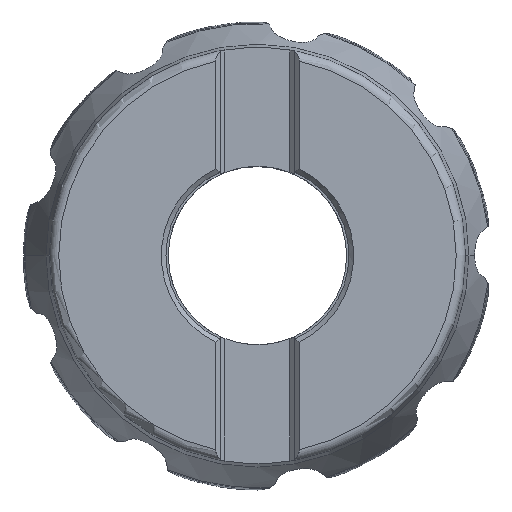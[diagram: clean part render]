
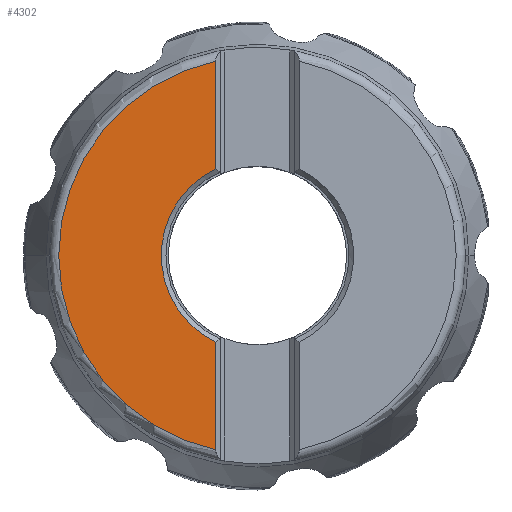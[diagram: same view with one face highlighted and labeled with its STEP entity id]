
A CAD part, top view. The second image highlights one B-rep face of the part: STEP entity #4302.
In plain terms, the highlighted planar face has unit normal (0, 0, 1).
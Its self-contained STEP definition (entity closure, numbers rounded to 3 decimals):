
#1659=FACE_OUTER_BOUND('',#5844,.T.);
#2555=LINE('',#70010,#3309);
#2556=LINE('',#70032,#3310);
#3309=VECTOR('',#26406,1.);
#3310=VECTOR('',#26419,1.);
#4302=ADVANCED_FACE('',(#1659),#5003,.T.);
#5003=PLANE('',#22684);
#5844=EDGE_LOOP('',(#12137,#12138,#12139,#12140));
#12137=ORIENTED_EDGE('',*,*,#19190,.F.);
#12138=ORIENTED_EDGE('',*,*,#19198,.T.);
#12139=ORIENTED_EDGE('',*,*,#19194,.F.);
#12140=ORIENTED_EDGE('',*,*,#19192,.F.);
#16308=VERTEX_POINT('',#69993);
#16309=VERTEX_POINT('',#69995);
#16310=VERTEX_POINT('',#70011);
#16311=VERTEX_POINT('',#70020);
#19190=EDGE_CURVE('',#16308,#16309,#20725,.T.);
#19192=EDGE_CURVE('',#16309,#16310,#2555,.T.);
#19194=EDGE_CURVE('',#16310,#16311,#20726,.T.);
#19198=EDGE_CURVE('',#16308,#16311,#2556,.T.);
#20725=CIRCLE('',#22675,42.45);
#20726=CIRCLE('',#22678,20.55);
#22675=AXIS2_PLACEMENT_3D('',#69994,#26402,#26403);
#22678=AXIS2_PLACEMENT_3D('',#70019,#26409,#26410);
#22684=AXIS2_PLACEMENT_3D('',#70034,#26422,#26423);
#26402=DIRECTION('',(0.,0.,-1.));
#26403=DIRECTION('',(-0.211,-0.978,0.));
#26406=DIRECTION('',(0.,-1.,0.));
#26409=DIRECTION('',(0.,0.,1.));
#26410=DIRECTION('',(-0.435,0.9,0.));
#26419=DIRECTION('',(0.,1.,0.));
#26422=DIRECTION('',(0.,0.,1.));
#26423=DIRECTION('',(-1.,0.,0.));
#69993=CARTESIAN_POINT('',(-8.937,-41.498,0.));
#69994=CARTESIAN_POINT('',(0.,0.,0.));
#69995=CARTESIAN_POINT('',(-8.938,41.498,0.));
#70010=CARTESIAN_POINT('',(-8.938,41.498,0.));
#70011=CARTESIAN_POINT('',(-8.937,18.505,0.));
#70019=CARTESIAN_POINT('',(0.,0.,0.));
#70020=CARTESIAN_POINT('',(-8.937,-18.505,0.));
#70032=CARTESIAN_POINT('',(-8.937,-41.498,0.));
#70034=CARTESIAN_POINT('',(-25.695,0.,0.));
